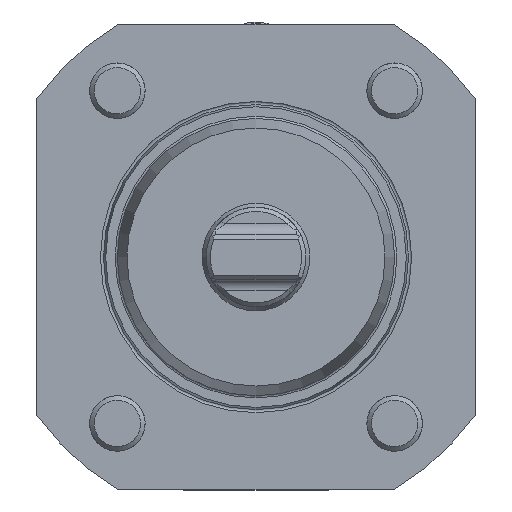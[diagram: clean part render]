
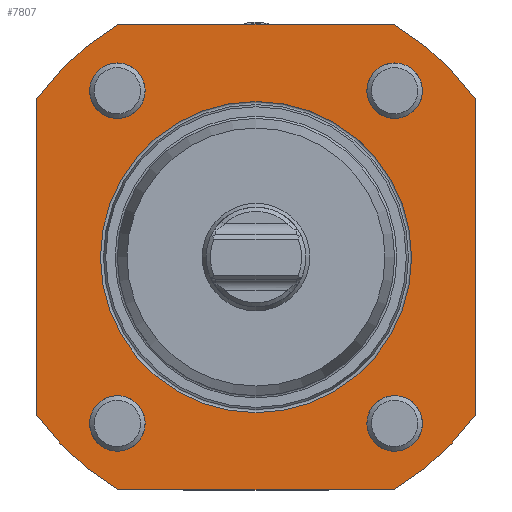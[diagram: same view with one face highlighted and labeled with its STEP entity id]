
A CAD part, front view. The second image highlights one B-rep face of the part: STEP entity #7807.
In plain terms, the highlighted planar face has unit normal (0, -1, 0).
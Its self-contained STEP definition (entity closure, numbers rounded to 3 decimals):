
#131 = CARTESIAN_POINT ( 'NONE',  ( 24.75, 0., 42. ) ) ;
#295 = VECTOR ( 'NONE', #20315, 1000. ) ;
#304 = DIRECTION ( 'NONE',  ( 0., 0., -1. ) ) ;
#389 = DIRECTION ( 'NONE',  ( 0., 0., 1. ) ) ;
#470 = FACE_BOUND ( 'NONE', #8701, .T. ) ;
#846 = AXIS2_PLACEMENT_3D ( 'NONE', #6024, #11553, #19734 ) ;
#1746 = CARTESIAN_POINT ( 'NONE',  ( -58.5, 0., -42. ) ) ;
#2085 = DIRECTION ( 'NONE',  ( 0., 1., 0. ) ) ;
#2155 = DIRECTION ( 'NONE',  ( 0., 1., 0. ) ) ;
#2413 = EDGE_LOOP ( 'NONE', ( #10483 ) ) ;
#2666 = DIRECTION ( 'NONE',  ( 0., 1., 0. ) ) ;
#2694 = ORIENTED_EDGE ( 'NONE', *, *, #4402, .T. ) ;
#2772 = ORIENTED_EDGE ( 'NONE', *, *, #17853, .F. ) ;
#3077 = CARTESIAN_POINT ( 'NONE',  ( -39.5, 0., 28.571 ) ) ;
#3245 = CARTESIAN_POINT ( 'NONE',  ( 25., 0., 30. ) ) ;
#3369 = CIRCLE ( 'NONE', #12305, 48.75 ) ;
#3398 = AXIS2_PLACEMENT_3D ( 'NONE', #19664, #2155, #9918 ) ;
#3939 = CARTESIAN_POINT ( 'NONE',  ( 25., 0., 35. ) ) ;
#4387 = VECTOR ( 'NONE', #15034, 1000. ) ;
#4402 = EDGE_CURVE ( 'NONE', #15418, #15418, #23971, .T. ) ;
#4674 = VERTEX_POINT ( 'NONE', #6104 ) ;
#4959 = EDGE_CURVE ( 'NONE', #10890, #14612, #14305, .T. ) ;
#5563 = ORIENTED_EDGE ( 'NONE', *, *, #10430, .F. ) ;
#5616 = EDGE_CURVE ( 'NONE', #20655, #7001, #20927, .T. ) ;
#5809 = VERTEX_POINT ( 'NONE', #15178 ) ;
#5897 = ORIENTED_EDGE ( 'NONE', *, *, #19095, .F. ) ;
#6024 = CARTESIAN_POINT ( 'NONE',  ( 0., 0., 0. ) ) ;
#6104 = CARTESIAN_POINT ( 'NONE',  ( -24.75, 0., -42. ) ) ;
#6157 = ORIENTED_EDGE ( 'NONE', *, *, #11072, .T. ) ;
#6314 = DIRECTION ( 'NONE',  ( 0., 0., 1. ) ) ;
#6447 = FACE_OUTER_BOUND ( 'NONE', #7511, .T. ) ;
#6669 = VECTOR ( 'NONE', #18889, 1000. ) ;
#7001 = VERTEX_POINT ( 'NONE', #10849 ) ;
#7436 = CARTESIAN_POINT ( 'NONE',  ( 24.75, 0., -42. ) ) ;
#7511 = EDGE_LOOP ( 'NONE', ( #2772, #14545, #5897, #21171, #5563, #23933, #10391, #9523 ) ) ;
#7732 = VERTEX_POINT ( 'NONE', #9767 ) ;
#7807 = ADVANCED_FACE ( 'Defeature completata1_3', ( #18121, #470, #23945, #11853, #6447, #12349 ), #20170, .F. ) ;
#8701 = EDGE_LOOP ( 'NONE', ( #24556 ) ) ;
#8801 = EDGE_LOOP ( 'NONE', ( #14800 ) ) ;
#9165 = CARTESIAN_POINT ( 'NONE',  ( -39.5, 0., -28.571 ) ) ;
#9329 = LINE ( 'NONE', #12383, #14283 ) ;
#9523 = ORIENTED_EDGE ( 'NONE', *, *, #4959, .F. ) ;
#9613 = DIRECTION ( 'NONE',  ( 0., 0., -1. ) ) ;
#9685 = EDGE_CURVE ( 'NONE', #13500, #13500, #21625, .T. ) ;
#9767 = CARTESIAN_POINT ( 'NONE',  ( -25., 0., -25. ) ) ;
#9918 = DIRECTION ( 'NONE',  ( 0., 0., -1. ) ) ;
#10391 = ORIENTED_EDGE ( 'NONE', *, *, #19654, .F. ) ;
#10429 = CARTESIAN_POINT ( 'NONE',  ( 25., 0., -30. ) ) ;
#10430 = EDGE_CURVE ( 'NONE', #13173, #20655, #18045, .T. ) ;
#10483 = ORIENTED_EDGE ( 'NONE', *, *, #9685, .T. ) ;
#10730 = AXIS2_PLACEMENT_3D ( 'NONE', #19587, #2085, #389 ) ;
#10849 = CARTESIAN_POINT ( 'NONE',  ( 39.5, 0., -28.571 ) ) ;
#10890 = VERTEX_POINT ( 'NONE', #9165 ) ;
#11072 = EDGE_CURVE ( 'NONE', #7732, #7732, #23434, .T. ) ;
#11436 = EDGE_LOOP ( 'NONE', ( #2694 ) ) ;
#11553 = DIRECTION ( 'NONE',  ( 0., 1., 0. ) ) ;
#11853 = FACE_BOUND ( 'NONE', #11436, .T. ) ;
#12050 = EDGE_CURVE ( 'NONE', #5809, #5809, #24170, .T. ) ;
#12305 = AXIS2_PLACEMENT_3D ( 'NONE', #20045, #2666, #22178 ) ;
#12349 = FACE_BOUND ( 'NONE', #8801, .T. ) ;
#12383 = CARTESIAN_POINT ( 'NONE',  ( -58.5, 0., 42. ) ) ;
#12697 = CIRCLE ( 'NONE', #14325, 48.75 ) ;
#12740 = EDGE_CURVE ( 'NONE', #13250, #13250, #23784, .T. ) ;
#13173 = VERTEX_POINT ( 'NONE', #131 ) ;
#13250 = VERTEX_POINT ( 'NONE', #24711 ) ;
#13357 = LINE ( 'NONE', #1746, #4387 ) ;
#13375 = CARTESIAN_POINT ( 'NONE',  ( -25., 0., 35. ) ) ;
#13500 = VERTEX_POINT ( 'NONE', #3939 ) ;
#13995 = DIRECTION ( 'NONE',  ( 0., 1., 0. ) ) ;
#14283 = VECTOR ( 'NONE', #20203, 1000. ) ;
#14305 = LINE ( 'NONE', #22198, #295 ) ;
#14325 = AXIS2_PLACEMENT_3D ( 'NONE', #19756, #13995, #304 ) ;
#14545 = ORIENTED_EDGE ( 'NONE', *, *, #20335, .F. ) ;
#14612 = VERTEX_POINT ( 'NONE', #3077 ) ;
#14777 = DIRECTION ( 'NONE',  ( 0., 1., 0. ) ) ;
#14800 = ORIENTED_EDGE ( 'NONE', *, *, #12050, .T. ) ;
#14834 = AXIS2_PLACEMENT_3D ( 'NONE', #10429, #19907, #20030 ) ;
#15034 = DIRECTION ( 'NONE',  ( -1., 0., 0. ) ) ;
#15178 = CARTESIAN_POINT ( 'NONE',  ( 0., 0., 28.046 ) ) ;
#15418 = VERTEX_POINT ( 'NONE', #13375 ) ;
#15446 = AXIS2_PLACEMENT_3D ( 'NONE', #19000, #14777, #20782 ) ;
#15634 = CARTESIAN_POINT ( 'NONE',  ( -24.75, 0., 42. ) ) ;
#15928 = AXIS2_PLACEMENT_3D ( 'NONE', #3245, #21770, #20852 ) ;
#16710 = EDGE_CURVE ( 'NONE', #23105, #13173, #9329, .T. ) ;
#16736 = CIRCLE ( 'NONE', #846, 48.75 ) ;
#17803 = DIRECTION ( 'NONE',  ( 0., 1., 0. ) ) ;
#17853 = EDGE_CURVE ( 'NONE', #4674, #10890, #16736, .T. ) ;
#18045 = CIRCLE ( 'NONE', #21281, 48.75 ) ;
#18121 = FACE_BOUND ( 'NONE', #2413, .T. ) ;
#18889 = DIRECTION ( 'NONE',  ( 0., 0., -1. ) ) ;
#19000 = CARTESIAN_POINT ( 'NONE',  ( -25., 0., 30. ) ) ;
#19095 = EDGE_CURVE ( 'NONE', #7001, #22375, #3369, .T. ) ;
#19587 = CARTESIAN_POINT ( 'NONE',  ( 0., 0., 0. ) ) ;
#19654 = EDGE_CURVE ( 'NONE', #14612, #23105, #12697, .T. ) ;
#19664 = CARTESIAN_POINT ( 'NONE',  ( -58.5, 0., 0. ) ) ;
#19734 = DIRECTION ( 'NONE',  ( 0., 0., -1. ) ) ;
#19756 = CARTESIAN_POINT ( 'NONE',  ( 0., 0., 0. ) ) ;
#19907 = DIRECTION ( 'NONE',  ( 0., 1., 0. ) ) ;
#20030 = DIRECTION ( 'NONE',  ( 0., 0., 1. ) ) ;
#20045 = CARTESIAN_POINT ( 'NONE',  ( 0., 0., 0. ) ) ;
#20170 = PLANE ( 'NONE',  #3398 ) ;
#20203 = DIRECTION ( 'NONE',  ( 1., 0., 0. ) ) ;
#20213 = AXIS2_PLACEMENT_3D ( 'NONE', #23681, #21664, #6314 ) ;
#20315 = DIRECTION ( 'NONE',  ( 0., 0., 1. ) ) ;
#20335 = EDGE_CURVE ( 'NONE', #22375, #4674, #13357, .T. ) ;
#20655 = VERTEX_POINT ( 'NONE', #24999 ) ;
#20782 = DIRECTION ( 'NONE',  ( 0., 0., 1. ) ) ;
#20852 = DIRECTION ( 'NONE',  ( 0., 0., 1. ) ) ;
#20927 = LINE ( 'NONE', #21051, #6669 ) ;
#21051 = CARTESIAN_POINT ( 'NONE',  ( 39.5, 0., 0. ) ) ;
#21171 = ORIENTED_EDGE ( 'NONE', *, *, #5616, .F. ) ;
#21281 = AXIS2_PLACEMENT_3D ( 'NONE', #23148, #17803, #9613 ) ;
#21625 = CIRCLE ( 'NONE', #15928, 5. ) ;
#21664 = DIRECTION ( 'NONE',  ( 0., 1., 0. ) ) ;
#21770 = DIRECTION ( 'NONE',  ( 0., 1., 0. ) ) ;
#22178 = DIRECTION ( 'NONE',  ( 0., 0., -1. ) ) ;
#22198 = CARTESIAN_POINT ( 'NONE',  ( -39.5, 0., 0. ) ) ;
#22375 = VERTEX_POINT ( 'NONE', #7436 ) ;
#22568 = EDGE_LOOP ( 'NONE', ( #6157 ) ) ;
#23105 = VERTEX_POINT ( 'NONE', #15634 ) ;
#23148 = CARTESIAN_POINT ( 'NONE',  ( 0., 0., 0. ) ) ;
#23434 = CIRCLE ( 'NONE', #20213, 5. ) ;
#23681 = CARTESIAN_POINT ( 'NONE',  ( -25., 0., -30. ) ) ;
#23784 = CIRCLE ( 'NONE', #14834, 5. ) ;
#23933 = ORIENTED_EDGE ( 'NONE', *, *, #16710, .F. ) ;
#23945 = FACE_BOUND ( 'NONE', #22568, .T. ) ;
#23971 = CIRCLE ( 'NONE', #15446, 5. ) ;
#24170 = CIRCLE ( 'NONE', #10730, 28.046 ) ;
#24556 = ORIENTED_EDGE ( 'NONE', *, *, #12740, .T. ) ;
#24711 = CARTESIAN_POINT ( 'NONE',  ( 25., 0., -25. ) ) ;
#24999 = CARTESIAN_POINT ( 'NONE',  ( 39.5, 0., 28.571 ) ) ;
